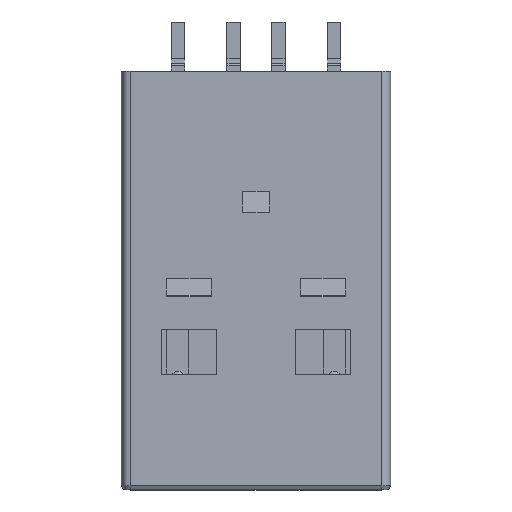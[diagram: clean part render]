
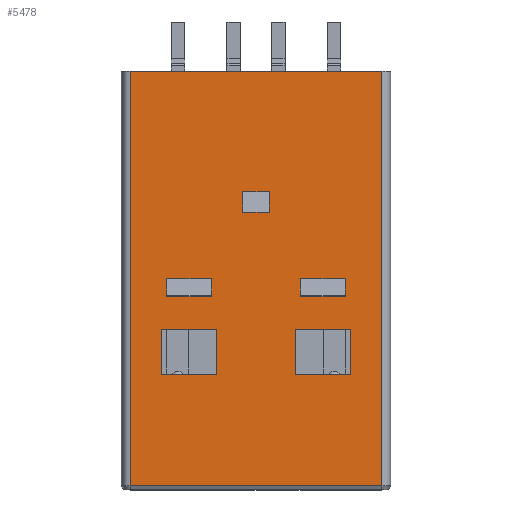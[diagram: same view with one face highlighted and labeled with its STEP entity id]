
A CAD part, top view. The second image highlights one B-rep face of the part: STEP entity #5478.
In plain terms, the highlighted planar face has unit normal (0, 0, 1).
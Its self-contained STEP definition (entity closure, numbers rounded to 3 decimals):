
#22=FACE_BOUND('',#797,.T.);
#23=FACE_BOUND('',#798,.T.);
#24=FACE_BOUND('',#799,.T.);
#25=FACE_BOUND('',#800,.T.);
#26=FACE_BOUND('',#801,.T.);
#76=PLANE('',#5860);
#508=FACE_OUTER_BOUND('',#796,.T.);
#796=EDGE_LOOP('',(#4194,#4195,#4196,#4197));
#797=EDGE_LOOP('',(#4198,#4199,#4200,#4201));
#798=EDGE_LOOP('',(#4202,#4203,#4204,#4205));
#799=EDGE_LOOP('',(#4206,#4207,#4208,#4209));
#800=EDGE_LOOP('',(#4210,#4211,#4212,#4213));
#801=EDGE_LOOP('',(#4214,#4215,#4216,#4217));
#1043=LINE('',#7809,#1702);
#1222=LINE('',#8263,#1881);
#1234=LINE('',#8292,#1893);
#1235=LINE('',#8294,#1894);
#1236=LINE('',#8297,#1895);
#1237=LINE('',#8299,#1896);
#1238=LINE('',#8301,#1897);
#1239=LINE('',#8302,#1898);
#1240=LINE('',#8305,#1899);
#1241=LINE('',#8307,#1900);
#1242=LINE('',#8309,#1901);
#1243=LINE('',#8310,#1902);
#1244=LINE('',#8313,#1903);
#1245=LINE('',#8315,#1904);
#1246=LINE('',#8317,#1905);
#1247=LINE('',#8318,#1906);
#1248=LINE('',#8321,#1907);
#1249=LINE('',#8323,#1908);
#1250=LINE('',#8325,#1909);
#1251=LINE('',#8326,#1910);
#1252=LINE('',#8329,#1911);
#1253=LINE('',#8331,#1912);
#1254=LINE('',#8333,#1913);
#1255=LINE('',#8334,#1914);
#1702=VECTOR('',#6220,1.);
#1881=VECTOR('',#6573,1.);
#1893=VECTOR('',#6611,1.);
#1894=VECTOR('',#6614,1.);
#1895=VECTOR('',#6615,1.);
#1896=VECTOR('',#6616,1.);
#1897=VECTOR('',#6617,1.);
#1898=VECTOR('',#6618,1.);
#1899=VECTOR('',#6619,1.);
#1900=VECTOR('',#6620,1.);
#1901=VECTOR('',#6621,1.);
#1902=VECTOR('',#6622,1.);
#1903=VECTOR('',#6623,1.);
#1904=VECTOR('',#6624,1.);
#1905=VECTOR('',#6625,1.);
#1906=VECTOR('',#6626,1.);
#1907=VECTOR('',#6627,1.);
#1908=VECTOR('',#6628,1.);
#1909=VECTOR('',#6629,1.);
#1910=VECTOR('',#6630,1.);
#1911=VECTOR('',#6631,1.);
#1912=VECTOR('',#6632,1.);
#1913=VECTOR('',#6633,1.);
#1914=VECTOR('',#6634,1.);
#2526=VERTEX_POINT('',#7806);
#2527=VERTEX_POINT('',#7808);
#2715=VERTEX_POINT('',#8262);
#2719=VERTEX_POINT('',#8288);
#2720=VERTEX_POINT('',#8295);
#2721=VERTEX_POINT('',#8296);
#2722=VERTEX_POINT('',#8298);
#2723=VERTEX_POINT('',#8300);
#2724=VERTEX_POINT('',#8303);
#2725=VERTEX_POINT('',#8304);
#2726=VERTEX_POINT('',#8306);
#2727=VERTEX_POINT('',#8308);
#2728=VERTEX_POINT('',#8311);
#2729=VERTEX_POINT('',#8312);
#2730=VERTEX_POINT('',#8314);
#2731=VERTEX_POINT('',#8316);
#2732=VERTEX_POINT('',#8319);
#2733=VERTEX_POINT('',#8320);
#2734=VERTEX_POINT('',#8322);
#2735=VERTEX_POINT('',#8324);
#2736=VERTEX_POINT('',#8327);
#2737=VERTEX_POINT('',#8328);
#2738=VERTEX_POINT('',#8330);
#2739=VERTEX_POINT('',#8332);
#3042=EDGE_CURVE('',#2527,#2526,#1043,.T.);
#3272=EDGE_CURVE('',#2526,#2715,#1222,.F.);
#3288=EDGE_CURVE('',#2719,#2715,#1234,.T.);
#3289=EDGE_CURVE('',#2527,#2719,#1235,.F.);
#3290=EDGE_CURVE('',#2720,#2721,#1236,.T.);
#3291=EDGE_CURVE('',#2722,#2720,#1237,.T.);
#3292=EDGE_CURVE('',#2723,#2722,#1238,.T.);
#3293=EDGE_CURVE('',#2721,#2723,#1239,.T.);
#3294=EDGE_CURVE('',#2724,#2725,#1240,.T.);
#3295=EDGE_CURVE('',#2726,#2724,#1241,.T.);
#3296=EDGE_CURVE('',#2727,#2726,#1242,.T.);
#3297=EDGE_CURVE('',#2725,#2727,#1243,.T.);
#3298=EDGE_CURVE('',#2728,#2729,#1244,.T.);
#3299=EDGE_CURVE('',#2730,#2728,#1245,.T.);
#3300=EDGE_CURVE('',#2731,#2730,#1246,.F.);
#3301=EDGE_CURVE('',#2729,#2731,#1247,.T.);
#3302=EDGE_CURVE('',#2732,#2733,#1248,.T.);
#3303=EDGE_CURVE('',#2734,#2732,#1249,.T.);
#3304=EDGE_CURVE('',#2734,#2735,#1250,.F.);
#3305=EDGE_CURVE('',#2733,#2735,#1251,.T.);
#3306=EDGE_CURVE('',#2736,#2737,#1252,.F.);
#3307=EDGE_CURVE('',#2736,#2738,#1253,.T.);
#3308=EDGE_CURVE('',#2738,#2739,#1254,.F.);
#3309=EDGE_CURVE('',#2737,#2739,#1255,.T.);
#4194=ORIENTED_EDGE('',*,*,#3289,.F.);
#4195=ORIENTED_EDGE('',*,*,#3042,.T.);
#4196=ORIENTED_EDGE('',*,*,#3272,.T.);
#4197=ORIENTED_EDGE('',*,*,#3288,.F.);
#4198=ORIENTED_EDGE('',*,*,#3290,.F.);
#4199=ORIENTED_EDGE('',*,*,#3291,.F.);
#4200=ORIENTED_EDGE('',*,*,#3292,.F.);
#4201=ORIENTED_EDGE('',*,*,#3293,.F.);
#4202=ORIENTED_EDGE('',*,*,#3294,.F.);
#4203=ORIENTED_EDGE('',*,*,#3295,.F.);
#4204=ORIENTED_EDGE('',*,*,#3296,.F.);
#4205=ORIENTED_EDGE('',*,*,#3297,.F.);
#4206=ORIENTED_EDGE('',*,*,#3298,.F.);
#4207=ORIENTED_EDGE('',*,*,#3299,.F.);
#4208=ORIENTED_EDGE('',*,*,#3300,.F.);
#4209=ORIENTED_EDGE('',*,*,#3301,.F.);
#4210=ORIENTED_EDGE('',*,*,#3302,.F.);
#4211=ORIENTED_EDGE('',*,*,#3303,.F.);
#4212=ORIENTED_EDGE('',*,*,#3304,.T.);
#4213=ORIENTED_EDGE('',*,*,#3305,.F.);
#4214=ORIENTED_EDGE('',*,*,#3306,.F.);
#4215=ORIENTED_EDGE('',*,*,#3307,.T.);
#4216=ORIENTED_EDGE('',*,*,#3308,.T.);
#4217=ORIENTED_EDGE('',*,*,#3309,.F.);
#5478=ADVANCED_FACE('',(#508,#22,#23,#24,#25,#26),#76,.T.);
#5860=AXIS2_PLACEMENT_3D('',#8293,#6612,#6613);
#6220=DIRECTION('',(-1.,0.,0.));
#6573=DIRECTION('',(0.,1.,0.));
#6611=DIRECTION('',(-1.,0.,0.));
#6612=DIRECTION('center_axis',(0.,0.,1.));
#6613=DIRECTION('ref_axis',(1.,0.,0.));
#6614=DIRECTION('',(0.,1.,0.));
#6615=DIRECTION('',(1.,0.,0.));
#6616=DIRECTION('',(0.,-1.,0.));
#6617=DIRECTION('',(-1.,0.,0.));
#6618=DIRECTION('',(0.,1.,0.));
#6619=DIRECTION('',(0.,1.,0.));
#6620=DIRECTION('',(1.,0.,0.));
#6621=DIRECTION('',(0.,-1.,0.));
#6622=DIRECTION('',(-1.,0.,0.));
#6623=DIRECTION('',(-1.,0.,0.));
#6624=DIRECTION('',(0.,1.,0.));
#6625=DIRECTION('',(-1.,0.,0.));
#6626=DIRECTION('',(0.,-1.,0.));
#6627=DIRECTION('',(-1.,0.,0.));
#6628=DIRECTION('',(0.,1.,0.));
#6629=DIRECTION('',(1.,0.,0.));
#6630=DIRECTION('',(0.,-1.,0.));
#6631=DIRECTION('',(-1.,0.,0.));
#6632=DIRECTION('',(0.,1.,0.));
#6633=DIRECTION('',(-1.,0.,0.));
#6634=DIRECTION('',(0.,1.,0.));
#7806=CARTESIAN_POINT('',(-5.625,1.01,2.1));
#7808=CARTESIAN_POINT('',(5.625,1.01,2.1));
#7809=CARTESIAN_POINT('',(2.813,1.01,2.1));
#8262=CARTESIAN_POINT('',(-5.625,-17.567,2.1));
#8263=CARTESIAN_POINT('',(-5.625,1.01,2.1));
#8288=CARTESIAN_POINT('',(5.625,-17.567,2.1));
#8292=CARTESIAN_POINT('',(2.813,-17.567,2.1));
#8293=CARTESIAN_POINT('Origin',(5.625,1.01,2.1));
#8294=CARTESIAN_POINT('',(5.625,1.01,2.1));
#8295=CARTESIAN_POINT('',(1.75,-12.58,2.1));
#8296=CARTESIAN_POINT('',(4.25,-12.58,2.1));
#8297=CARTESIAN_POINT('',(3.688,-12.58,2.1));
#8298=CARTESIAN_POINT('',(1.75,-10.58,2.1));
#8299=CARTESIAN_POINT('',(1.75,-4.785,2.1));
#8300=CARTESIAN_POINT('',(4.25,-10.58,2.1));
#8301=CARTESIAN_POINT('',(4.938,-10.58,2.1));
#8302=CARTESIAN_POINT('',(4.25,-5.785,2.1));
#8303=CARTESIAN_POINT('',(-1.75,-12.58,2.1));
#8304=CARTESIAN_POINT('',(-1.75,-10.58,2.1));
#8305=CARTESIAN_POINT('',(-1.75,-5.785,2.1));
#8306=CARTESIAN_POINT('',(-4.25,-12.58,2.1));
#8307=CARTESIAN_POINT('',(0.688,-12.58,2.1));
#8308=CARTESIAN_POINT('',(-4.25,-10.58,2.1));
#8309=CARTESIAN_POINT('',(-4.25,-4.785,2.1));
#8310=CARTESIAN_POINT('',(1.938,-10.58,2.1));
#8311=CARTESIAN_POINT('',(4.,-8.29,2.1));
#8312=CARTESIAN_POINT('',(2.,-8.29,2.1));
#8313=CARTESIAN_POINT('',(4.813,-8.29,2.1));
#8314=CARTESIAN_POINT('',(4.,-9.067,2.1));
#8315=CARTESIAN_POINT('',(4.,-4.04,2.1));
#8316=CARTESIAN_POINT('',(2.,-9.067,2.1));
#8317=CARTESIAN_POINT('',(2.,-9.067,2.1));
#8318=CARTESIAN_POINT('',(2.,-3.64,2.1));
#8319=CARTESIAN_POINT('',(-2.,-8.29,2.1));
#8320=CARTESIAN_POINT('',(-4.,-8.29,2.1));
#8321=CARTESIAN_POINT('',(1.813,-8.29,2.1));
#8322=CARTESIAN_POINT('',(-2.,-9.067,2.1));
#8323=CARTESIAN_POINT('',(-2.,-4.04,2.1));
#8324=CARTESIAN_POINT('',(-4.,-9.067,2.1));
#8325=CARTESIAN_POINT('',(-2.,-9.067,2.1));
#8326=CARTESIAN_POINT('',(-4.,-3.64,2.1));
#8327=CARTESIAN_POINT('',(-0.6,-5.305,2.1));
#8328=CARTESIAN_POINT('',(0.6,-5.305,2.1));
#8329=CARTESIAN_POINT('',(3.113,-5.305,2.1));
#8330=CARTESIAN_POINT('',(-0.6,-4.395,2.1));
#8331=CARTESIAN_POINT('',(-0.6,-3.678,2.1));
#8332=CARTESIAN_POINT('',(0.6,-4.395,2.1));
#8333=CARTESIAN_POINT('',(2.513,-4.395,2.1));
#8334=CARTESIAN_POINT('',(0.6,-3.678,2.1));
